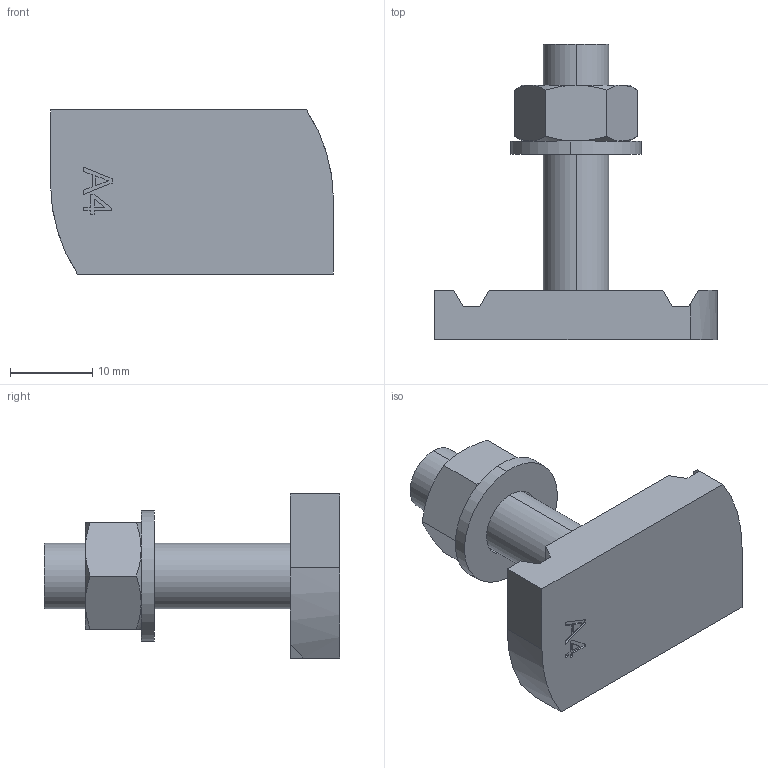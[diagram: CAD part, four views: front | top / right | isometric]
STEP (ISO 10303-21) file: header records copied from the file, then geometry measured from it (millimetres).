
FILE_DESCRIPTION (( 'STEP AP214' ), '1' );
FILE_NAME ('1148410.STEP', '2026-03-16T09:39:02', ( '' ), ( '' ), 'SwSTEP 2.0', 'SolidWorks 2024', '' );
FILE_SCHEMA (( 'AUTOMOTIVE_DESIGN' ));
Length unit declared in the file: millimetre
Products named in the file (4): 154216_M8X30 A4 05908107 MS41HB HAMSchr; 018945_Washer ISO 7089 - 8; 018944_Hexagon Nut ISO - 4032 - M8 - D - N; 1148410
Assembly tree (3 placements, depth 2):
  1148410
    154216_M8X30 A4 05908107 MS41HB HAMSchr
    018944_Hexagon Nut ISO - 4032 - M8 - D - N
    018945_Washer ISO 7089 - 8
Bounding box: 34.5 x 36 x 20 mm (x, y, z)
Volume: 6231.6 mm3; surface area: 3852 mm2
Topology: 3 solids, 3 shells, 78 faces, 189 edges, 122 vertices
Faces by surface type: plane 54, cone 12, cylinder 10, bspline 2
Entity records: 2518 total; most frequent: CARTESIAN_POINT 603, ORIENTED_EDGE 378, DIRECTION 355, EDGE_CURVE 189, LINE 127, VECTOR 127, VERTEX_POINT 122, AXIS2_PLACEMENT_3D 114
